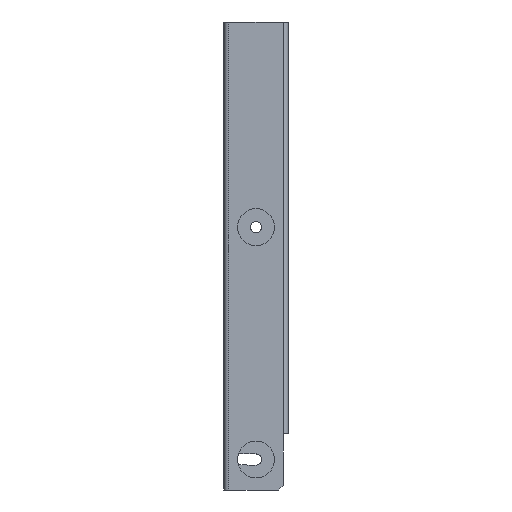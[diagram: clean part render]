
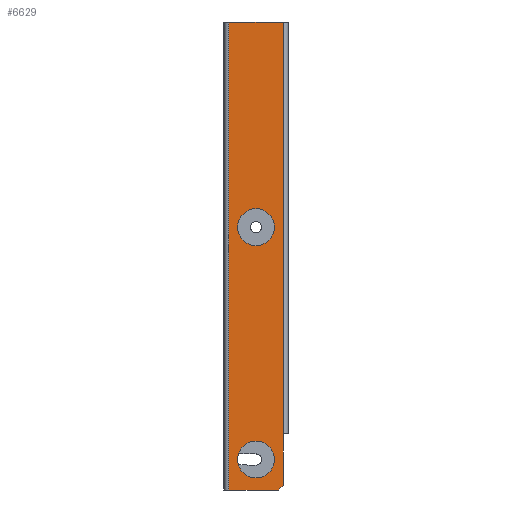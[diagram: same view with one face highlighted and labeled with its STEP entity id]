
A CAD part, left-side view. The second image highlights one B-rep face of the part: STEP entity #6629.
In plain terms, the highlighted planar face has unit normal (-1, 0, 0).
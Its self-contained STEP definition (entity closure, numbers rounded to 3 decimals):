
#231=DIRECTION('',(0.,-1.,0.));
#232=VECTOR('',#231,34.);
#233=CARTESIAN_POINT('',(-10.,17.,292.));
#234=LINE('',#233,#232);
#755=DIRECTION('',(0.,-1.,0.));
#756=VECTOR('',#755,31.);
#757=CARTESIAN_POINT('',(-10.,17.,0.));
#758=LINE('',#757,#756);
#957=CARTESIAN_POINT('',(-10.,0.,19.));
#958=DIRECTION('',(1.,0.,0.));
#959=DIRECTION('',(0.,1.,0.));
#960=AXIS2_PLACEMENT_3D('',#957,#958,#959);
#962=CARTESIAN_POINT('',(-10.,0.,19.));
#963=DIRECTION('',(1.,0.,0.));
#964=DIRECTION('',(0.,-1.,0.));
#965=AXIS2_PLACEMENT_3D('',#962,#963,#964);
#967=CARTESIAN_POINT('',(-10.,0.,164.));
#968=DIRECTION('',(1.,0.,0.));
#969=DIRECTION('',(0.,1.,0.));
#970=AXIS2_PLACEMENT_3D('',#967,#968,#969);
#972=CARTESIAN_POINT('',(-10.,0.,164.));
#973=DIRECTION('',(1.,0.,0.));
#974=DIRECTION('',(0.,-1.,0.));
#975=AXIS2_PLACEMENT_3D('',#972,#973,#974);
#977=DIRECTION('',(0.,-0.707,0.707));
#978=VECTOR('',#977,4.243);
#979=CARTESIAN_POINT('',(-10.,-14.,0.));
#980=LINE('',#979,#978);
#981=DIRECTION('',(0.,0.,-1.));
#982=VECTOR('',#981,292.);
#983=CARTESIAN_POINT('',(-10.,17.,292.));
#984=LINE('',#983,#982);
#985=DIRECTION('',(0.,0.,-1.));
#986=VECTOR('',#985,257.);
#987=CARTESIAN_POINT('',(-10.,-17.,292.));
#988=LINE('',#987,#986);
#989=DIRECTION('',(0.,0.,1.));
#990=VECTOR('',#989,32.);
#991=CARTESIAN_POINT('',(-10.,-17.,3.));
#992=LINE('',#991,#990);
#4578=CARTESIAN_POINT('',(-10.,17.,0.));
#4580=VERTEX_POINT('',#4578);
#4584=CARTESIAN_POINT('',(-10.,17.,292.));
#4585=VERTEX_POINT('',#4584);
#4594=CARTESIAN_POINT('',(-10.,-17.,292.));
#4596=VERTEX_POINT('',#4594);
#4636=CARTESIAN_POINT('',(-10.,11.5,19.));
#4637=CARTESIAN_POINT('',(-10.,-11.5,19.));
#4638=VERTEX_POINT('',#4636);
#4639=VERTEX_POINT('',#4637);
#4644=CARTESIAN_POINT('',(-10.,11.5,164.));
#4646=VERTEX_POINT('',#4644);
#4648=CARTESIAN_POINT('',(-10.,-11.5,164.));
#4650=VERTEX_POINT('',#4648);
#4734=CARTESIAN_POINT('',(-10.,-17.,35.));
#4735=VERTEX_POINT('',#4734);
#4740=CARTESIAN_POINT('',(-10.,-14.,0.));
#4741=CARTESIAN_POINT('',(-10.,-17.,3.));
#4742=VERTEX_POINT('',#4740);
#4743=VERTEX_POINT('',#4741);
#6602=CARTESIAN_POINT('',(-10.,20.,0.));
#6603=DIRECTION('',(-1.,0.,0.));
#6604=DIRECTION('',(0.,-1.,0.));
#6605=AXIS2_PLACEMENT_3D('',#6602,#6603,#6604);
#6606=PLANE('',#6605);
#6607=ORIENTED_EDGE('',*,*,#6593,.F.);
#6608=ORIENTED_EDGE('',*,*,#6391,.F.);
#6610=ORIENTED_EDGE('',*,*,#6609,.F.);
#6611=ORIENTED_EDGE('',*,*,#5819,.T.);
#6613=ORIENTED_EDGE('',*,*,#6612,.T.);
#6614=ORIENTED_EDGE('',*,*,#6566,.F.);
#6615=EDGE_LOOP('',(#6607,#6608,#6610,#6611,#6613,#6614));
#6616=FACE_OUTER_BOUND('',#6615,.F.);
#6618=ORIENTED_EDGE('',*,*,#6617,.F.);
#6620=ORIENTED_EDGE('',*,*,#6619,.F.);
#6621=EDGE_LOOP('',(#6618,#6620));
#6622=FACE_BOUND('',#6621,.F.);
#6624=ORIENTED_EDGE('',*,*,#6623,.F.);
#6626=ORIENTED_EDGE('',*,*,#6625,.F.);
#6627=EDGE_LOOP('',(#6624,#6626));
#6628=FACE_BOUND('',#6627,.F.);
#6629=ADVANCED_FACE('',(#6616,#6622,#6628),#6606,.T.);
#961=CIRCLE('',#960,11.5);
#966=CIRCLE('',#965,11.5);
#971=CIRCLE('',#970,11.5);
#976=CIRCLE('',#975,11.5);
#5819=EDGE_CURVE('',#4585,#4596,#234,.T.);
#6391=EDGE_CURVE('',#4580,#4742,#758,.T.);
#6566=EDGE_CURVE('',#4743,#4735,#992,.T.);
#6593=EDGE_CURVE('',#4742,#4743,#980,.T.);
#6609=EDGE_CURVE('',#4585,#4580,#984,.T.);
#6612=EDGE_CURVE('',#4596,#4735,#988,.T.);
#6617=EDGE_CURVE('',#4646,#4650,#971,.T.);
#6619=EDGE_CURVE('',#4650,#4646,#976,.T.);
#6623=EDGE_CURVE('',#4638,#4639,#961,.T.);
#6625=EDGE_CURVE('',#4639,#4638,#966,.T.);
